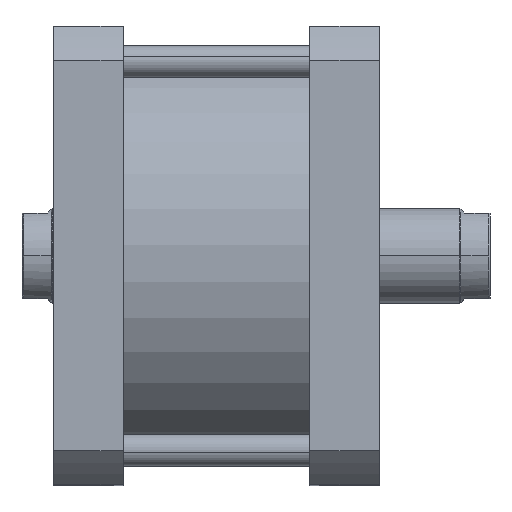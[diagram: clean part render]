
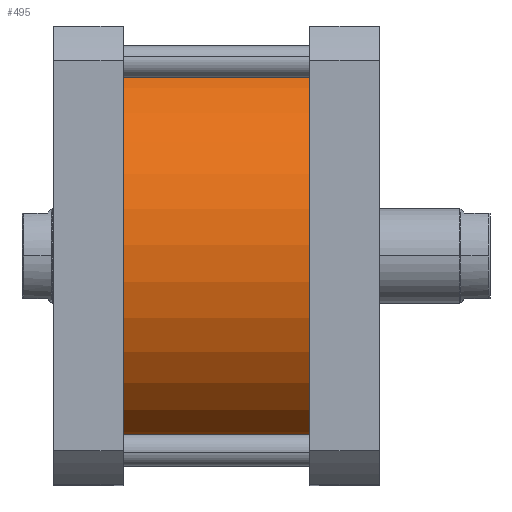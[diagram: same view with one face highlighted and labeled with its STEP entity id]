
A CAD part, top view. The second image highlights one B-rep face of the part: STEP entity #495.
In plain terms, the highlighted cylindrical face has radius 66.5 mm (diameter 133 mm), a partial arc.
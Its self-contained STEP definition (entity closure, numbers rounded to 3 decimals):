
#4 = DIRECTION ( 'NONE',  ( 0., 0., -1. ) ) ;
#110 = CARTESIAN_POINT ( 'NONE',  ( 0., 0., 59. ) ) ;
#242 = DIRECTION ( 'NONE',  ( -1., 0., 0. ) ) ;
#495 = ADVANCED_FACE ( 'NONE', ( #3707 ), #3713, .T. ) ;
#643 = CARTESIAN_POINT ( 'NONE',  ( 0., 0., 59. ) ) ;
#681 = DIRECTION ( 'NONE',  ( 0., 0., 1. ) ) ;
#691 = DIRECTION ( 'NONE',  ( 1., 0., 0. ) ) ;
#709 = CARTESIAN_POINT ( 'NONE',  ( 0., 0., 0. ) ) ;
#738 = DIRECTION ( 'NONE',  ( 1., 0., 0. ) ) ;
#760 = CARTESIAN_POINT ( 'NONE',  ( 66.5, 0., 59. ) ) ;
#761 = DIRECTION ( 'NONE',  ( 0., 0., -1. ) ) ;
#818 = DIRECTION ( 'NONE',  ( 0., 0., 1. ) ) ;
#1109 = CARTESIAN_POINT ( 'NONE',  ( -66.5, 0., 59. ) ) ;
#1113 = DIRECTION ( 'NONE',  ( 0., 0., -1. ) ) ;
#1415 = EDGE_CURVE ( 'NONE', #3336, #3348, #3841, .T. ) ;
#1535 = EDGE_CURVE ( 'NONE', #3410, #3336, #3991, .T. ) ;
#1737 = AXIS2_PLACEMENT_3D ( 'NONE', #110, #4, #242 ) ;
#1819 = AXIS2_PLACEMENT_3D ( 'NONE', #709, #681, #691 ) ;
#1889 = EDGE_CURVE ( 'NONE', #3410, #3378, #4156, .T. ) ;
#1902 = EDGE_CURVE ( 'NONE', #3378, #3348, #4175, .T. ) ;
#2915 = CARTESIAN_POINT ( 'NONE',  ( -66.5, 0., 59. ) ) ;
#2944 = CARTESIAN_POINT ( 'NONE',  ( 66.5, 0., 59. ) ) ;
#2973 = CARTESIAN_POINT ( 'NONE',  ( 66.5, 0., 0. ) ) ;
#2985 = CARTESIAN_POINT ( 'NONE',  ( -66.5, 0., 0. ) ) ;
#3336 = VERTEX_POINT ( 'NONE', #2985 ) ;
#3348 = VERTEX_POINT ( 'NONE', #2973 ) ;
#3378 = VERTEX_POINT ( 'NONE', #2944 ) ;
#3410 = VERTEX_POINT ( 'NONE', #2915 ) ;
#3707 = FACE_OUTER_BOUND ( 'NONE', #5047, .T. ) ;
#3713 = CYLINDRICAL_SURFACE ( 'NONE', #1737, 66.5 ) ;
#3841 = CIRCLE ( 'NONE', #1819, 66.5 ) ;
#3991 = LINE ( 'NONE', #1109, #4005 ) ;
#4005 = VECTOR ( 'NONE', #1113, 1000. ) ;
#4156 = CIRCLE ( 'NONE', #4567, 66.5 ) ;
#4175 = LINE ( 'NONE', #760, #4176 ) ;
#4176 = VECTOR ( 'NONE', #761, 1000. ) ;
#4567 = AXIS2_PLACEMENT_3D ( 'NONE', #643, #818, #738 ) ;
#5047 = EDGE_LOOP ( 'NONE', ( #5778, #5777, #5775, #5793 ) ) ;
#5775 = ORIENTED_EDGE ( 'NONE', *, *, #1535, .T. ) ;
#5777 = ORIENTED_EDGE ( 'NONE', *, *, #1889, .F. ) ;
#5778 = ORIENTED_EDGE ( 'NONE', *, *, #1902, .F. ) ;
#5793 = ORIENTED_EDGE ( 'NONE', *, *, #1415, .T. ) ;
